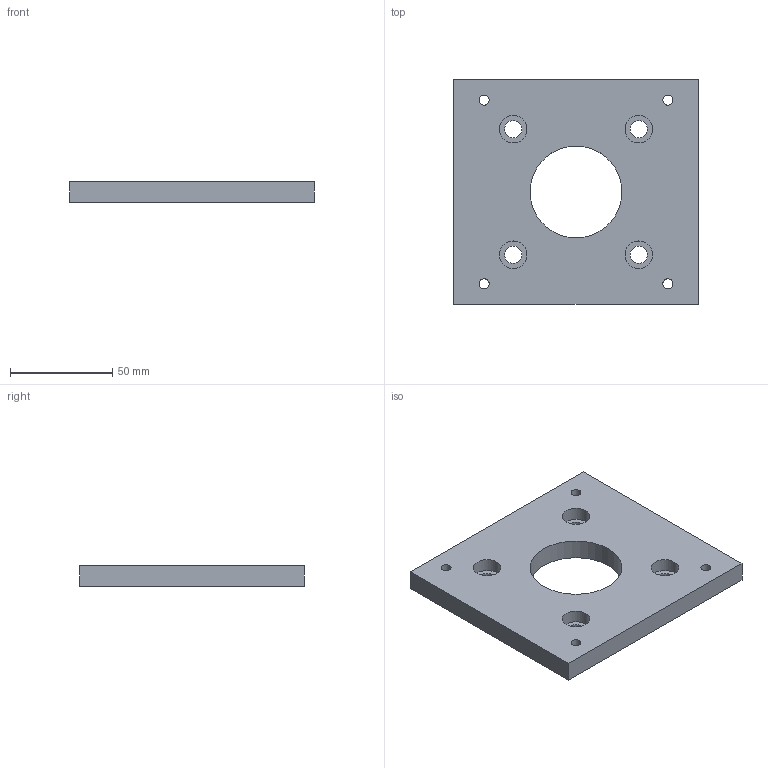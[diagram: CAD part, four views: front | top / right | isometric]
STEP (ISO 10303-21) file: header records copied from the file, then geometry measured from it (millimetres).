
FILE_DESCRIPTION((''),'2;1');
FILE_NAME('904514.ipt.stp','2010-09-05T12:30:15',(''),(''),'Autodesk Inventor 2010','Autodesk Inventor 2010','');
FILE_SCHEMA(('AUTOMOTIVE_DESIGN { 1 0 10303 214 1 1 1 1 }'));
Length unit declared in the file: millimetre
Products named in the file (1): 904514
Bounding box: 120 x 110 x 10 mm (x, y, z)
Volume: 110821.5 mm3; surface area: 30720.6 mm2
Topology: 1 solids, 1 shells, 23 faces, 56 edges, 39 vertices
Faces by surface type: bspline 17, plane 6
Entity records: 817 total; most frequent: CARTESIAN_POINT 329, DIRECTION 78, ORIENTED_EDGE 76, EDGE_LOOP 58, EDGE_CURVE 38, FACE_BOUND 35, VERTEX_POINT 34, AXIS2_PLACEMENT_3D 33
